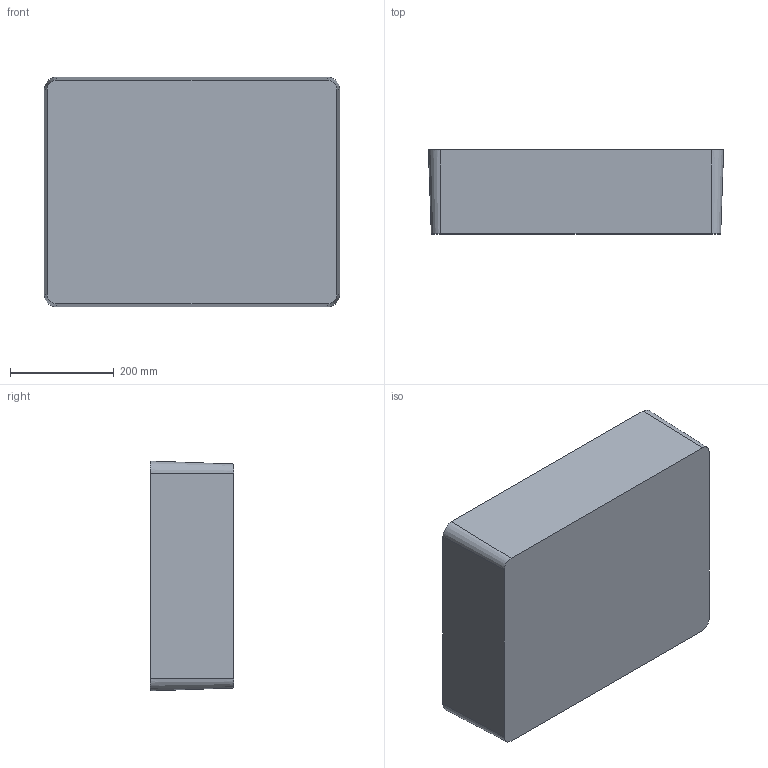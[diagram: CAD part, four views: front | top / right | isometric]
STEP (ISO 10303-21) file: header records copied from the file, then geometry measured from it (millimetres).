
FILE_DESCRIPTION (( 'STEP AP214' ), '1' );
FILE_NAME ('1602-CASE-BOT.STEP', '2005-10-05T20:53:20', ( ' ' ), ( ' ' ), 'SwSTEP 2.0', 'SolidWorks 2005143', '' );
FILE_SCHEMA (( 'AUTOMOTIVE_DESIGN' ));
Length unit declared in the file: inch
Products named in the file (1): 1602-CASE-BOT
Bounding box: 569.11 x 161.8 x 443 mm (x, y, z)
Volume: 3400588.8 mm3; surface area: 1089620.2 mm2
Topology: 1 solids, 1 shells, 143 faces, 323 edges, 198 vertices
Faces by surface type: plane 69, cylinder 58, sphere 8, cone 5, bspline 3
Entity records: 4836 total; most frequent: CARTESIAN_POINT 1822, ORIENTED_EDGE 638, DIRECTION 581, EDGE_CURVE 319, AXIS2_PLACEMENT_3D 221, VERTEX_POINT 198, EDGE_LOOP 163, ADVANCED_FACE 143
